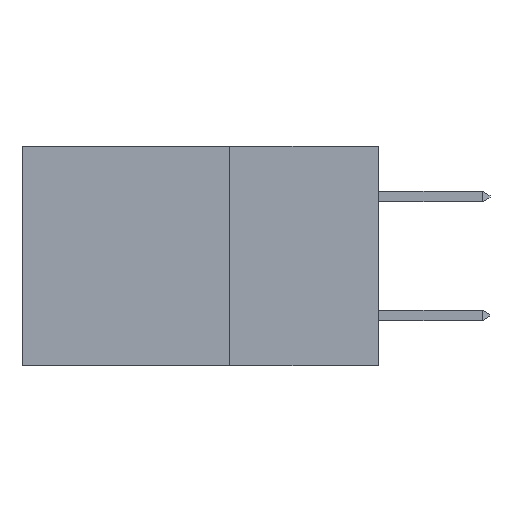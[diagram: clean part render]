
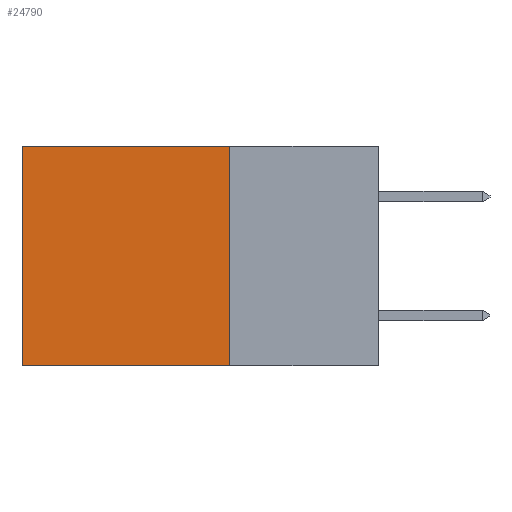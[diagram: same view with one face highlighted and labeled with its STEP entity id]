
A CAD part, left-side view. The second image highlights one B-rep face of the part: STEP entity #24790.
In plain terms, the highlighted planar face has unit normal (-1, 0, 0).
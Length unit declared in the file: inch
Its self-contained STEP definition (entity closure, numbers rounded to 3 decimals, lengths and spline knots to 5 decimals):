
#118 = AXIS2_PLACEMENT_3D ( 'NONE', #26167, #14111, #1944 ) ;
#243 = ORIENTED_EDGE ( 'NONE', *, *, #18196, .F. ) ;
#1136 = VERTEX_POINT ( 'NONE', #15460 ) ;
#1944 = DIRECTION ( 'NONE',  ( 0., 0., -1. ) ) ;
#2727 = CARTESIAN_POINT ( 'NONE',  ( 0.298, 0.6, 0. ) ) ;
#2999 = EDGE_CURVE ( 'NONE', #3783, #1136, #25979, .T. ) ;
#3100 = DIRECTION ( 'NONE',  ( 0., 0., -1. ) ) ;
#3783 = VERTEX_POINT ( 'NONE', #22810 ) ;
#4923 = VECTOR ( 'NONE', #3100, 39.37008 ) ;
#5099 = DIRECTION ( 'NONE',  ( 0., 1., 0. ) ) ;
#6087 = ORIENTED_EDGE ( 'NONE', *, *, #25691, .F. ) ;
#6902 = ORIENTED_EDGE ( 'NONE', *, *, #2999, .T. ) ;
#7538 = CARTESIAN_POINT ( 'NONE',  ( 0.298, 0.25, -0.37 ) ) ;
#9091 = CARTESIAN_POINT ( 'NONE',  ( 0.298, 0.25, -0.37 ) ) ;
#10073 = VECTOR ( 'NONE', #11127, 39.37008 ) ;
#10784 = EDGE_CURVE ( 'NONE', #1136, #11873, #16042, .T. ) ;
#10967 = DIRECTION ( 'NONE',  ( 0., 0., -1. ) ) ;
#11127 = DIRECTION ( 'NONE',  ( 0., 1., 0. ) ) ;
#11873 = VERTEX_POINT ( 'NONE', #19227 ) ;
#14111 = DIRECTION ( 'NONE',  ( 1., 0., 0. ) ) ;
#15252 = CARTESIAN_POINT ( 'NONE',  ( 0.298, 0.25, 0. ) ) ;
#15460 = CARTESIAN_POINT ( 'NONE',  ( 0.298, 0.6, 0. ) ) ;
#16042 = LINE ( 'NONE', #2727, #20726 ) ;
#17732 = VERTEX_POINT ( 'NONE', #7538 ) ;
#18196 = EDGE_CURVE ( 'NONE', #3783, #17732, #20351, .T. ) ;
#19227 = CARTESIAN_POINT ( 'NONE',  ( 0.298, 0.6, -0.37 ) ) ;
#20064 = FACE_OUTER_BOUND ( 'NONE', #22683, .T. ) ;
#20351 = LINE ( 'NONE', #15252, #4923 ) ;
#20726 = VECTOR ( 'NONE', #10967, 39.37008 ) ;
#21992 = PLANE ( 'NONE',  #118 ) ;
#22683 = EDGE_LOOP ( 'NONE', ( #25266, #6087, #243, #6902 ) ) ;
#22810 = CARTESIAN_POINT ( 'NONE',  ( 0.298, 0.25, 0. ) ) ;
#24790 = ADVANCED_FACE ( 'NONE', ( #20064 ), #21992, .F. ) ;
#25266 = ORIENTED_EDGE ( 'NONE', *, *, #10784, .T. ) ;
#25354 = VECTOR ( 'NONE', #5099, 39.37008 ) ;
#25601 = CARTESIAN_POINT ( 'NONE',  ( 0.298, 0.25, 0. ) ) ;
#25691 = EDGE_CURVE ( 'NONE', #17732, #11873, #26086, .T. ) ;
#25979 = LINE ( 'NONE', #25601, #25354 ) ;
#26086 = LINE ( 'NONE', #9091, #10073 ) ;
#26167 = CARTESIAN_POINT ( 'NONE',  ( 0.298, 0.25, 0. ) ) ;
